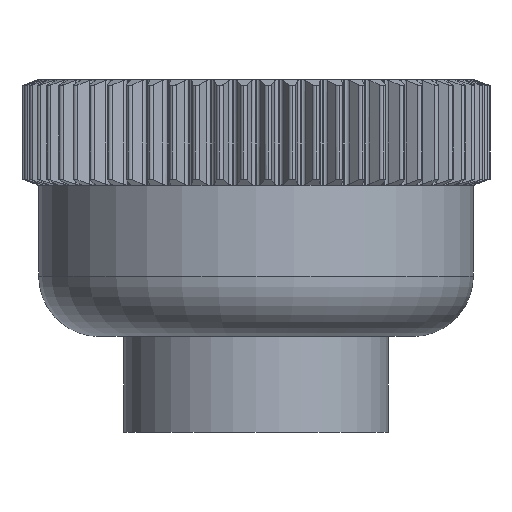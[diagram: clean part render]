
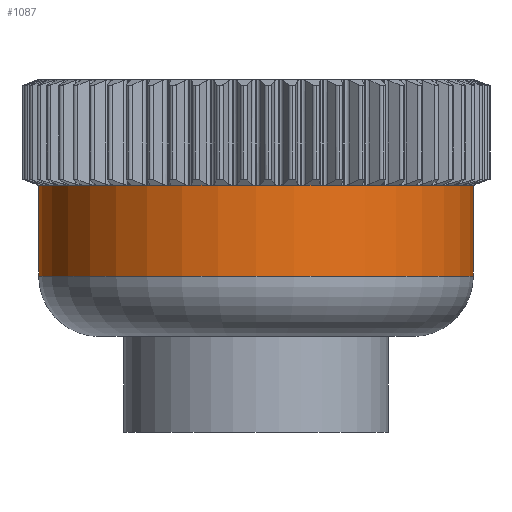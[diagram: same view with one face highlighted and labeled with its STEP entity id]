
A CAD part, front view. The second image highlights one B-rep face of the part: STEP entity #1087.
In plain terms, the highlighted cylindrical face has radius 28.749 mm (diameter 57.498 mm), a partial arc.
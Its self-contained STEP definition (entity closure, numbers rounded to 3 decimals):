
#749 = EDGE_LOOP ( 'NONE', ( #7545, #17032, #11957, #8308 ) ) ;
#848 = AXIS2_PLACEMENT_3D ( 'NONE', #11139, #13949, #2316 ) ;
#1087 = ADVANCED_FACE ( 'NONE', ( #18688 ), #14425, .T. ) ;
#1501 = VECTOR ( 'NONE', #11016, 1000. ) ;
#1561 = AXIS2_PLACEMENT_3D ( 'NONE', #5337, #14329, #10261 ) ;
#2316 = DIRECTION ( 'NONE',  ( 1., 0., 0. ) ) ;
#2329 = VERTEX_POINT ( 'NONE', #9361 ) ;
#5020 = DIRECTION ( 'NONE',  ( 0., 0., -1. ) ) ;
#5199 = VERTEX_POINT ( 'NONE', #6513 ) ;
#5337 = CARTESIAN_POINT ( 'NONE',  ( 0., 0., 0. ) ) ;
#6513 = CARTESIAN_POINT ( 'NONE',  ( -28.749, 0., -14. ) ) ;
#7086 = VECTOR ( 'NONE', #5020, 1000. ) ;
#7545 = ORIENTED_EDGE ( 'NONE', *, *, #11400, .F. ) ;
#7800 = LINE ( 'NONE', #15282, #7086 ) ;
#8204 = CARTESIAN_POINT ( 'NONE',  ( 28.749, 0., -14. ) ) ;
#8308 = ORIENTED_EDGE ( 'NONE', *, *, #12116, .T. ) ;
#9361 = CARTESIAN_POINT ( 'NONE',  ( 28.749, 0., -26. ) ) ;
#10261 = DIRECTION ( 'NONE',  ( -1., 0., 0. ) ) ;
#10826 = AXIS2_PLACEMENT_3D ( 'NONE', #15099, #11996, #13356 ) ;
#10929 = CARTESIAN_POINT ( 'NONE',  ( -28.749, 0., 0. ) ) ;
#11016 = DIRECTION ( 'NONE',  ( 0., 0., -1. ) ) ;
#11139 = CARTESIAN_POINT ( 'NONE',  ( 0., 0., -26. ) ) ;
#11301 = EDGE_CURVE ( 'NONE', #17815, #5199, #19195, .T. ) ;
#11400 = EDGE_CURVE ( 'NONE', #17815, #2329, #7800, .T. ) ;
#11957 = ORIENTED_EDGE ( 'NONE', *, *, #13641, .T. ) ;
#11996 = DIRECTION ( 'NONE',  ( 0., 0., -1. ) ) ;
#12116 = EDGE_CURVE ( 'NONE', #15515, #2329, #18595, .T. ) ;
#12386 = LINE ( 'NONE', #10929, #1501 ) ;
#13356 = DIRECTION ( 'NONE',  ( -1., 0., 0. ) ) ;
#13641 = EDGE_CURVE ( 'NONE', #5199, #15515, #12386, .T. ) ;
#13949 = DIRECTION ( 'NONE',  ( 0., 0., 1. ) ) ;
#14329 = DIRECTION ( 'NONE',  ( 0., 0., -1. ) ) ;
#14425 = CYLINDRICAL_SURFACE ( 'NONE', #1561, 28.749 ) ;
#15099 = CARTESIAN_POINT ( 'NONE',  ( 0., 0., -14. ) ) ;
#15282 = CARTESIAN_POINT ( 'NONE',  ( 28.749, 0., 0. ) ) ;
#15515 = VERTEX_POINT ( 'NONE', #17098 ) ;
#17032 = ORIENTED_EDGE ( 'NONE', *, *, #11301, .T. ) ;
#17098 = CARTESIAN_POINT ( 'NONE',  ( -28.749, 0., -26. ) ) ;
#17815 = VERTEX_POINT ( 'NONE', #8204 ) ;
#18595 = CIRCLE ( 'NONE', #848, 28.749 ) ;
#18688 = FACE_OUTER_BOUND ( 'NONE', #749, .T. ) ;
#19195 = CIRCLE ( 'NONE', #10826, 28.749 ) ;
